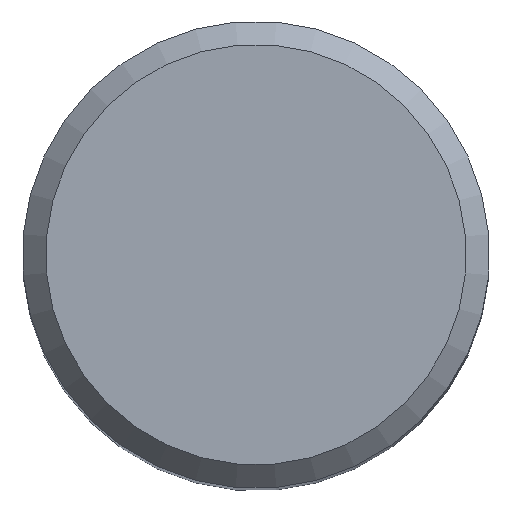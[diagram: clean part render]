
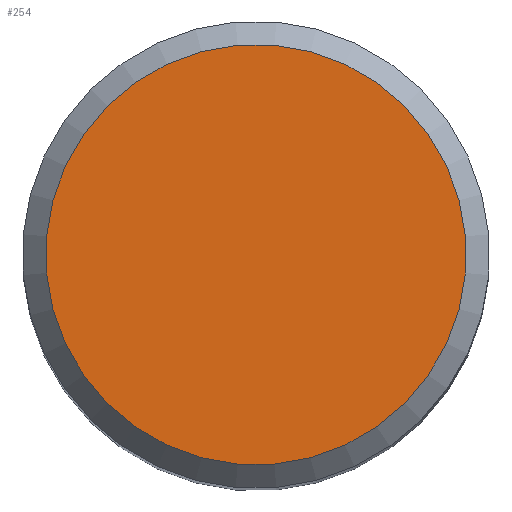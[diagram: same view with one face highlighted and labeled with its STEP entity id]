
A CAD part, top view. The second image highlights one B-rep face of the part: STEP entity #254.
In plain terms, the highlighted planar face has unit normal (0, 0, 1).
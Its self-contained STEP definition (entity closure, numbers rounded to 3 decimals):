
#64=PLANE('',#967);
#83=FACE_OUTER_BOUND('',#363,.T.);
#214=CIRCLE('',#949,8.997);
#254=ADVANCED_FACE('NONE',(#83),#64,.T.);
#363=EDGE_LOOP('',(#499));
#499=ORIENTED_EDGE('',*,*,#767,.T.);
#673=VERTEX_POINT('',#1457);
#767=EDGE_CURVE('NONE',#673,#673,#214,.T.);
#949=AXIS2_PLACEMENT_3D('',#1456,#1045,#1046);
#967=AXIS2_PLACEMENT_3D('',#1523,#1113,#1114);
#1045=DIRECTION('',(0.,0.,1.));
#1046=DIRECTION('',(-0.707,0.707,0.));
#1113=DIRECTION('',(0.,0.,1.));
#1114=DIRECTION('',(-0.707,0.707,0.));
#1456=CARTESIAN_POINT('',(0.,0.,0.));
#1457=CARTESIAN_POINT('',(-6.362,6.362,0.));
#1523=CARTESIAN_POINT('',(-2.516,2.516,0.));
